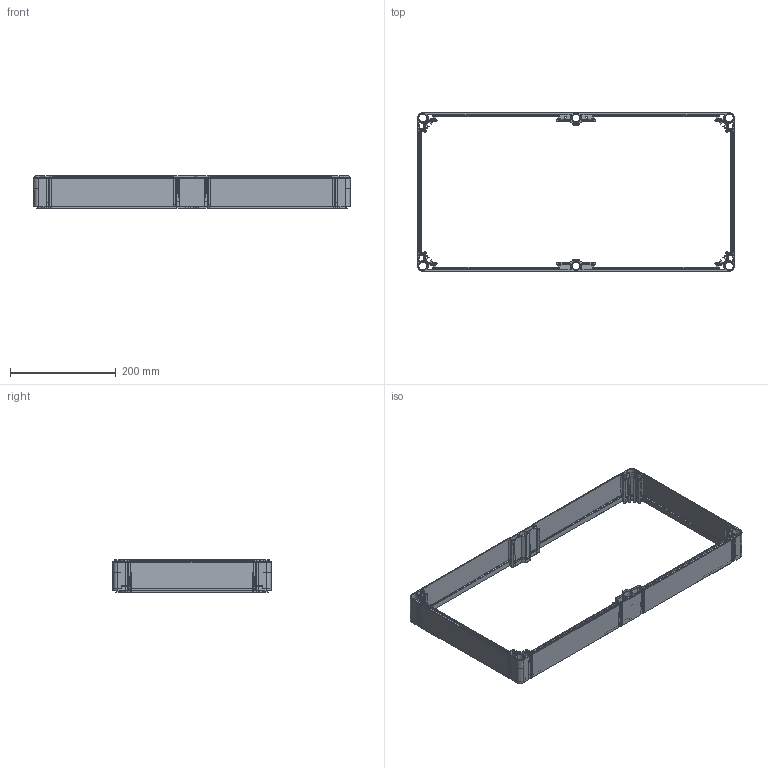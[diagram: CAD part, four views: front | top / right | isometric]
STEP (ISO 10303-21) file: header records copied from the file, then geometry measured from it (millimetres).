
FILE_DESCRIPTION((''),'2;1');
FILE_NAME('OPCP306006E','2017-05-24T',('kjell_andersson'),(''),'CREO PARAMETRIC BY PTC INC, 2015290','CREO PARAMETRIC BY PTC INC, 2015290','');
FILE_SCHEMA(('AUTOMOTIVE_DESIGN { 1 0 10303 214 1 1 1 1 }'));
Products named in the file (1): OPCP306006E
Bounding box: 599.97 x 299.97 x 61.51 mm (x, y, z)
Volume: 544016.9 mm3; surface area: 327040.3 mm2
Topology: 1 solids, 1 shells, 2189 faces, 5808 edges, 3629 vertices
Faces by surface type: plane 1028, cone 416, cylinder 366, torus 262, bspline 101, sphere 16
Entity records: 90870 total; most frequent: CARTESIAN_POINT 18856, ORIENTED_EDGE 11584, DIRECTION 10998, PRESENTATION_STYLE_ASSIGNMENT 5793, STYLED_ITEM 5793, CURVE_STYLE 5792, EDGE_CURVE 5792, AXIS2_PLACEMENT_3D 3862
